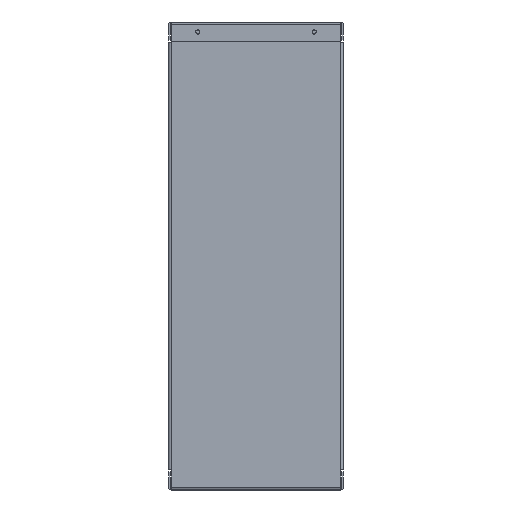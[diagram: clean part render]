
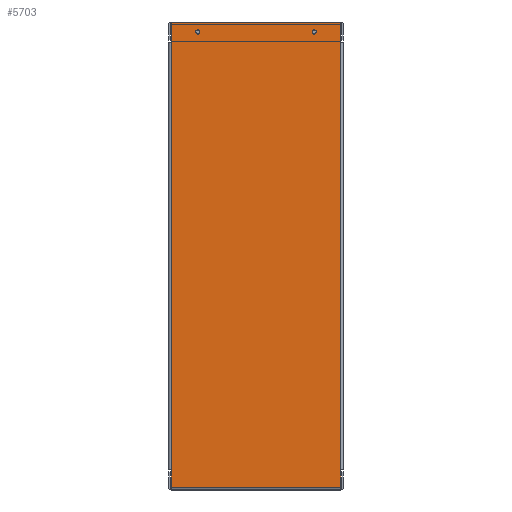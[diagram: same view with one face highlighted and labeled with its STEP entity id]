
A CAD part, front view. The second image highlights one B-rep face of the part: STEP entity #5703.
In plain terms, the highlighted planar face has unit normal (0, -1, 0).
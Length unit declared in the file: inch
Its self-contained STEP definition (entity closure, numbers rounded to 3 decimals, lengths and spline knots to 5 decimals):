
#109 = CARTESIAN_POINT ( 'NONE',  ( -2., -7.95975, 7.61775 ) ) ;
#147 = EDGE_LOOP ( 'NONE', ( #5723 ) ) ;
#209 = VERTEX_POINT ( 'NONE', #711 ) ;
#265 = CARTESIAN_POINT ( 'NONE',  ( 2.914, -7.95975, 8.03125 ) ) ;
#417 = CARTESIAN_POINT ( 'NONE',  ( -2.914, -7.95975, -8.03125 ) ) ;
#436 = FACE_BOUND ( 'NONE', #4742, .T. ) ;
#470 = CARTESIAN_POINT ( 'NONE',  ( 2.914, -7.95975, 8.03125 ) ) ;
#477 = ORIENTED_EDGE ( 'NONE', *, *, #4410, .T. ) ;
#694 = VECTOR ( 'NONE', #5139, 39.37008 ) ;
#711 = CARTESIAN_POINT ( 'NONE',  ( -2.914, -7.95975, 7.33525 ) ) ;
#724 = AXIS2_PLACEMENT_3D ( 'NONE', #2557, #1610, #2588 ) ;
#834 = ORIENTED_EDGE ( 'NONE', *, *, #4570, .T. ) ;
#900 = FACE_OUTER_BOUND ( 'NONE', #2722, .T. ) ;
#907 = DIRECTION ( 'NONE',  ( 0., 0., 1. ) ) ;
#952 = DIRECTION ( 'NONE',  ( 0., 0., -1. ) ) ;
#955 = VECTOR ( 'NONE', #4288, 39.37008 ) ;
#959 = CARTESIAN_POINT ( 'NONE',  ( -2.914, -7.95975, -7.94525 ) ) ;
#1259 = CARTESIAN_POINT ( 'NONE',  ( 2.914, -7.95975, -7.33525 ) ) ;
#1298 = LINE ( 'NONE', #4043, #3411 ) ;
#1329 = CARTESIAN_POINT ( 'NONE',  ( 2.914, -7.95975, 7.33525 ) ) ;
#1339 = CARTESIAN_POINT ( 'NONE',  ( -2.914, -7.95975, -7.94525 ) ) ;
#1340 = VECTOR ( 'NONE', #4914, 39.37008 ) ;
#1386 = EDGE_CURVE ( 'NONE', #1875, #1875, #5359, .T. ) ;
#1474 = LINE ( 'NONE', #3715, #3857 ) ;
#1510 = CARTESIAN_POINT ( 'NONE',  ( -2.914, -7.95975, -7.33525 ) ) ;
#1526 = AXIS2_PLACEMENT_3D ( 'NONE', #5521, #1971, #952 ) ;
#1610 = DIRECTION ( 'NONE',  ( 0., 1., 0. ) ) ;
#1631 = AXIS2_PLACEMENT_3D ( 'NONE', #2244, #1996, #4682 ) ;
#1697 = VERTEX_POINT ( 'NONE', #1259 ) ;
#1875 = VERTEX_POINT ( 'NONE', #109 ) ;
#1903 = EDGE_CURVE ( 'NONE', #4186, #2217, #3727, .T. ) ;
#1971 = DIRECTION ( 'NONE',  ( 0., 1., 0. ) ) ;
#1984 = VECTOR ( 'NONE', #3293, 39.37008 ) ;
#1996 = DIRECTION ( 'NONE',  ( 0., -1., 0. ) ) ;
#2217 = VERTEX_POINT ( 'NONE', #4609 ) ;
#2219 = FACE_BOUND ( 'NONE', #147, .T. ) ;
#2224 = CARTESIAN_POINT ( 'NONE',  ( -2.914, -7.95975, 8.03125 ) ) ;
#2244 = CARTESIAN_POINT ( 'NONE',  ( -2.914, -7.95975, 8.03125 ) ) ;
#2250 = EDGE_CURVE ( 'NONE', #2344, #2344, #5368, .T. ) ;
#2258 = VERTEX_POINT ( 'NONE', #1510 ) ;
#2301 = EDGE_CURVE ( 'NONE', #4417, #2333, #4443, .T. ) ;
#2333 = VERTEX_POINT ( 'NONE', #3541 ) ;
#2344 = VERTEX_POINT ( 'NONE', #3190 ) ;
#2461 = EDGE_CURVE ( 'NONE', #2258, #4186, #1474, .T. ) ;
#2557 = CARTESIAN_POINT ( 'NONE',  ( -2., -7.95975, 7.69025 ) ) ;
#2588 = DIRECTION ( 'NONE',  ( 0., 0., -1. ) ) ;
#2722 = EDGE_LOOP ( 'NONE', ( #477, #2983, #3664, #4004, #3008, #834, #4468, #5448 ) ) ;
#2922 = LINE ( 'NONE', #3446, #3983 ) ;
#2983 = ORIENTED_EDGE ( 'NONE', *, *, #4081, .T. ) ;
#3008 = ORIENTED_EDGE ( 'NONE', *, *, #4221, .F. ) ;
#3028 = ORIENTED_EDGE ( 'NONE', *, *, #1386, .T. ) ;
#3190 = CARTESIAN_POINT ( 'NONE',  ( 2., -7.95975, 7.61775 ) ) ;
#3293 = DIRECTION ( 'NONE',  ( 1., 0., 0. ) ) ;
#3411 = VECTOR ( 'NONE', #907, 39.37008 ) ;
#3419 = DIRECTION ( 'NONE',  ( 0., 0., -1. ) ) ;
#3446 = CARTESIAN_POINT ( 'NONE',  ( -2.914, -7.95975, 8.03125 ) ) ;
#3541 = CARTESIAN_POINT ( 'NONE',  ( 2.914, -7.95975, 8.03125 ) ) ;
#3605 = LINE ( 'NONE', #417, #1340 ) ;
#3664 = ORIENTED_EDGE ( 'NONE', *, *, #2301, .T. ) ;
#3715 = CARTESIAN_POINT ( 'NONE',  ( -2.914, -7.95975, -7.94525 ) ) ;
#3727 = LINE ( 'NONE', #959, #1984 ) ;
#3764 = CARTESIAN_POINT ( 'NONE',  ( -2.914, -7.95975, 8.03125 ) ) ;
#3857 = VECTOR ( 'NONE', #5111, 39.37008 ) ;
#3896 = LINE ( 'NONE', #265, #955 ) ;
#3983 = VECTOR ( 'NONE', #3419, 39.37008 ) ;
#4004 = ORIENTED_EDGE ( 'NONE', *, *, #5586, .T. ) ;
#4043 = CARTESIAN_POINT ( 'NONE',  ( 2.914, -7.95975, -7.97425 ) ) ;
#4080 = DIRECTION ( 'NONE',  ( 0., 0., 1. ) ) ;
#4081 = EDGE_CURVE ( 'NONE', #1697, #4417, #3896, .T. ) ;
#4186 = VERTEX_POINT ( 'NONE', #1339 ) ;
#4221 = EDGE_CURVE ( 'NONE', #209, #5239, #3605, .T. ) ;
#4288 = DIRECTION ( 'NONE',  ( 0., 0., 1. ) ) ;
#4410 = EDGE_CURVE ( 'NONE', #2217, #1697, #1298, .T. ) ;
#4417 = VERTEX_POINT ( 'NONE', #1329 ) ;
#4442 = VECTOR ( 'NONE', #4080, 39.37008 ) ;
#4443 = LINE ( 'NONE', #470, #4442 ) ;
#4468 = ORIENTED_EDGE ( 'NONE', *, *, #2461, .T. ) ;
#4499 = PLANE ( 'NONE',  #1631 ) ;
#4570 = EDGE_CURVE ( 'NONE', #209, #2258, #2922, .T. ) ;
#4609 = CARTESIAN_POINT ( 'NONE',  ( 2.914, -7.95975, -7.94525 ) ) ;
#4682 = DIRECTION ( 'NONE',  ( 0., 0., -1. ) ) ;
#4726 = LINE ( 'NONE', #3764, #694 ) ;
#4742 = EDGE_LOOP ( 'NONE', ( #3028 ) ) ;
#4914 = DIRECTION ( 'NONE',  ( 0., 0., 1. ) ) ;
#5111 = DIRECTION ( 'NONE',  ( 0., 0., -1. ) ) ;
#5139 = DIRECTION ( 'NONE',  ( -1., 0., 0. ) ) ;
#5239 = VERTEX_POINT ( 'NONE', #2224 ) ;
#5359 = CIRCLE ( 'NONE', #724, 0.0725 ) ;
#5368 = CIRCLE ( 'NONE', #1526, 0.0725 ) ;
#5448 = ORIENTED_EDGE ( 'NONE', *, *, #1903, .T. ) ;
#5521 = CARTESIAN_POINT ( 'NONE',  ( 2., -7.95975, 7.69025 ) ) ;
#5586 = EDGE_CURVE ( 'NONE', #2333, #5239, #4726, .T. ) ;
#5703 = ADVANCED_FACE ( 'NONE', ( #900, #436, #2219 ), #4499, .T. ) ;
#5723 = ORIENTED_EDGE ( 'NONE', *, *, #2250, .T. ) ;
